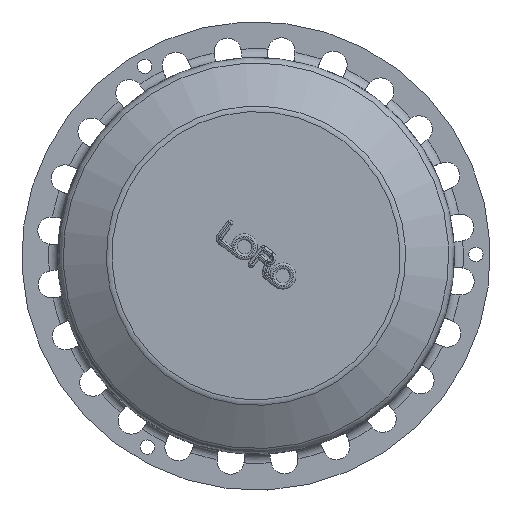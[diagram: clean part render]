
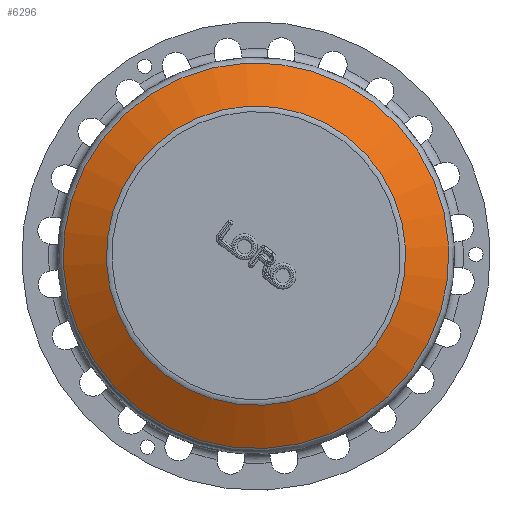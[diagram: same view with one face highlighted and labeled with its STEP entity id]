
A CAD part, top view. The second image highlights one B-rep face of the part: STEP entity #6296.
In plain terms, the highlighted conical face has half-angle 59.744 degrees and reference radius 950.348 mm.
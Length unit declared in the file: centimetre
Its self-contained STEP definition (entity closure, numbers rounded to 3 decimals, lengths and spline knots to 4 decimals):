
#30=CONICAL_SURFACE('',#6772,95.0348,1.043);
#305=CIRCLE('',#6768,83.0464);
#308=CIRCLE('',#6771,83.0464);
#309=CIRCLE('',#6773,107.0232);
#310=CIRCLE('',#6774,107.0232);
#1069=FACE_OUTER_BOUND('',#1398,.T.);
#1398=EDGE_LOOP('',(#5322,#5323,#5324,#5325,#5326,#5327));
#1817=LINE('',#15980,#2216);
#2216=VECTOR('',#8059,95.0348);
#2819=VERTEX_POINT('',#15968);
#2820=VERTEX_POINT('',#15969);
#2822=VERTEX_POINT('',#15976);
#2823=VERTEX_POINT('',#15977);
#3722=EDGE_CURVE('',#2819,#2820,#305,.T.);
#3725=EDGE_CURVE('',#2820,#2819,#308,.T.);
#3726=EDGE_CURVE('',#2822,#2823,#309,.T.);
#3727=EDGE_CURVE('',#2823,#2822,#310,.T.);
#3728=EDGE_CURVE('',#2823,#2820,#1817,.T.);
#5322=ORIENTED_EDGE('',*,*,#3726,.F.);
#5323=ORIENTED_EDGE('',*,*,#3727,.F.);
#5324=ORIENTED_EDGE('',*,*,#3728,.T.);
#5325=ORIENTED_EDGE('',*,*,#3725,.T.);
#5326=ORIENTED_EDGE('',*,*,#3722,.T.);
#5327=ORIENTED_EDGE('',*,*,#3728,.F.);
#6296=ADVANCED_FACE('',(#1069),#30,.T.);
#6768=AXIS2_PLACEMENT_3D('',#15970,#8045,#8046);
#6771=AXIS2_PLACEMENT_3D('',#15974,#8051,#8052);
#6772=AXIS2_PLACEMENT_3D('',#15975,#8053,#8054);
#6773=AXIS2_PLACEMENT_3D('',#15978,#8055,#8056);
#6774=AXIS2_PLACEMENT_3D('',#15979,#8057,#8058);
#8045=DIRECTION('center_axis',(0.,0.,
-1.));
#8046=DIRECTION('ref_axis',(0.798,-0.603,0.));
#8051=DIRECTION('center_axis',(0.,0.,
-1.));
#8052=DIRECTION('ref_axis',(0.798,-0.603,0.));
#8053=DIRECTION('center_axis',(0.,0.,
-1.));
#8054=DIRECTION('ref_axis',(-0.798,0.603,0.));
#8055=DIRECTION('center_axis',(0.,0.,
-1.));
#8056=DIRECTION('ref_axis',(0.798,-0.603,0.));
#8057=DIRECTION('center_axis',(0.,0.,
-1.));
#8058=DIRECTION('ref_axis',(0.798,-0.603,0.));
#8059=DIRECTION('',(-0.689,0.521,0.504));
#15968=CARTESIAN_POINT('',(2347.1761,-350.4164,45.1691));
#15969=CARTESIAN_POINT('',(2463.5068,-334.2742,45.1691));
#15970=CARTESIAN_POINT('Origin',(2397.2704,-284.1799,45.1691));
#15974=CARTESIAN_POINT('Origin',(2397.2704,-284.1799,45.1691));
#15975=CARTESIAN_POINT('Origin',(2397.2704,-284.1799,38.1759));
#15976=CARTESIAN_POINT('',(2332.7131,-369.5399,31.1826));
#15977=CARTESIAN_POINT('',(2482.6304,-348.7372,31.1826));
#15978=CARTESIAN_POINT('Origin',(2397.2704,-284.1799,31.1826));
#15979=CARTESIAN_POINT('Origin',(2397.2704,-284.1799,31.1826));
#15980=CARTESIAN_POINT('',(2473.0686,-341.5057,38.1759));
